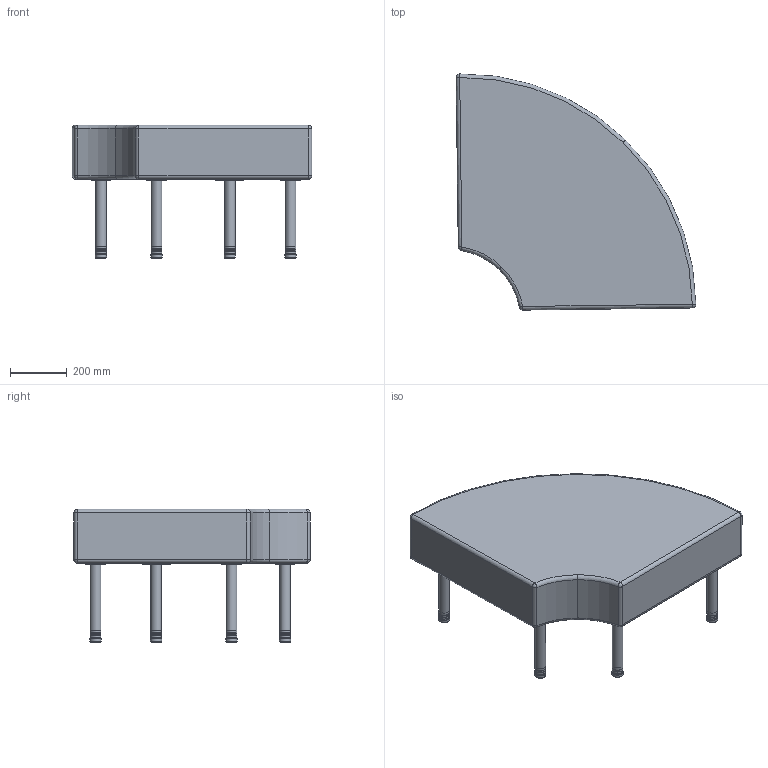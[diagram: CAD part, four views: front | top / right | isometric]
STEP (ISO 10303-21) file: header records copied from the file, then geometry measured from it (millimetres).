
FILE_DESCRIPTION(/* description */ (''),/* implementation_level */ '2;1');
FILE_NAME(/* name */ 'EXB90IC.stp',/* time_stamp */ '2018-04-23T15:51:56-04:00',/* author */ ('emehringer'),/* organization */ (''),/* preprocessor_version */ 'ST-DEVELOPER v16.13',/* originating_system */ 'Autodesk Inventor 2018',/* authorisation */ '');
FILE_SCHEMA (('AUTOMOTIVE_DESIGN { 1 0 10303 214 3 1 1 }'));
Length unit declared in the file: inch
Products named in the file (20): EXB90IC; FR ST EX90IC; EX90IC-01 CLIPPED; EX90IC-01; EX10N-1-02; EX90IC-03 CLIPPED; EX90IC-03; CLIP TRK; EX90IC-08; EX90IC-08_1; EX90IC-1-04; EX90IC-1-04_1; ROLLOVER T-NUT .25 (FOR .875); GBL 105; EX10C-09A; EX10C-09A_1; DOWEL 1-75; EX90IC SEAT3; EX10 LGFR-A; LEG CAP RD1.5
Assembly tree (74 placements, depth 4):
  EXB90IC
    FR ST EX90IC
      EX90IC-01 CLIPPED
        EX90IC-01
        CLIP TRK  x7
      EX10N-1-02  x2
      EX90IC-03 CLIPPED
        EX90IC-03
        CLIP TRK  x7
      EX90IC-08
        EX90IC-08_1
        DOWEL 1-75  x4
        ROLLOVER T-NUT .25 (FOR .875)  x12
      EX90IC-1-04
        EX90IC-1-04_1
        DOWEL 1-75  x4
        ROLLOVER T-NUT .25 (FOR .875)  x8
      GBL 105  x4
      EX10C-09A  x4
        EX10C-09A_1
        DOWEL 1-75
    EX90IC SEAT3
    EX10 LGFR-A  x5
    LEG CAP RD1.5  x5
Bounding box: 846.27 x 833.38 x 471.12 mm (x, y, z)
Volume: 111321358.5 mm3; surface area: 3471772.1 mm2
Topology: 86 solids, 96 shells, 3872 faces, 8573 edges, 4970 vertices
Faces by surface type: cylinder 1344, plane 1059, torus 723, bspline 614, sphere 88, cone 44
Full cylindrical faces by diameter (mm): 4.762 x14, 6.198 x5, 6.35 x20, 6.528 x5, 7.671 x20, 7.925 x15, 7.938 x20, 8.731 x20, 9.906 x10, 11.112 x40, 11.989 x10, 27.94 x5, 31.75 x5, 34.087 x20, 34.798 x5, 38.1 x5, 39.37 x5
Entity records: 25340 total; most frequent: CARTESIAN_POINT 10345, DIRECTION 2969, ORIENTED_EDGE 2776, EDGE_CURVE 1390, AXIS2_PLACEMENT_3D 1270, EDGE_LOOP 874, VERTEX_POINT 826, FACE_OUTER_BOUND 696
